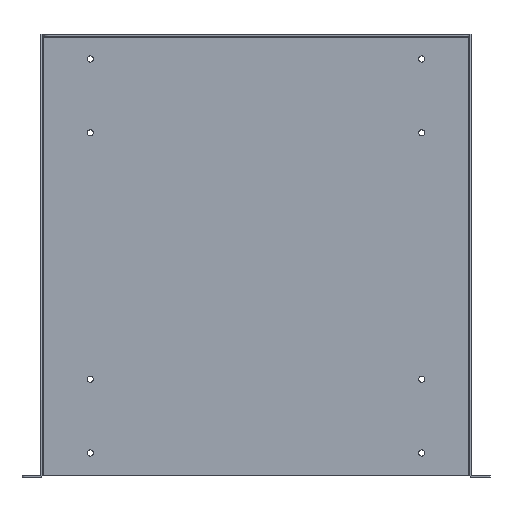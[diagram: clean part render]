
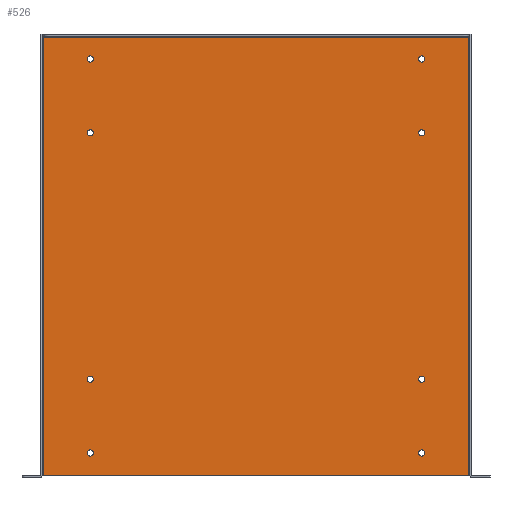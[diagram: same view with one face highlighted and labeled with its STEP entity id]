
A CAD part, top view. The second image highlights one B-rep face of the part: STEP entity #526.
In plain terms, the highlighted planar face has unit normal (0, 0, 1).
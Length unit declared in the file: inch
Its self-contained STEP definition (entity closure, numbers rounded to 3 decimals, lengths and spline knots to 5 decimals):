
#4 = DIRECTION ( 'NONE',  ( 0., 1., 0. ) ) ;
#61 = CARTESIAN_POINT ( 'NONE',  ( -6.609, -8.036, 0.072 ) ) ;
#80 = VERTEX_POINT ( 'NONE', #512 ) ;
#123 = FACE_BOUND ( 'NONE', #2487, .T. ) ;
#162 = VECTOR ( 'NONE', #2677, 39.37008 ) ;
#189 = EDGE_LOOP ( 'NONE', ( #1287 ) ) ;
#221 = ORIENTED_EDGE ( 'NONE', *, *, #2402, .F. ) ;
#228 = CIRCLE ( 'NONE', #1296, 0.125 ) ;
#233 = EDGE_CURVE ( 'NONE', #617, #3116, #435, .T. ) ;
#255 = CARTESIAN_POINT ( 'NONE',  ( 6.859, -8.036, 0.072 ) ) ;
#295 = CARTESIAN_POINT ( 'NONE',  ( 8.64192, 8.856, 0.072 ) ) ;
#324 = ORIENTED_EDGE ( 'NONE', *, *, #1026, .F. ) ;
#424 = LINE ( 'NONE', #632, #1464 ) ;
#435 = LINE ( 'NONE', #2646, #1240 ) ;
#437 = ORIENTED_EDGE ( 'NONE', *, *, #2489, .F. ) ;
#439 = DIRECTION ( 'NONE',  ( -1., 0., 0. ) ) ;
#503 = LINE ( 'NONE', #1950, #2216 ) ;
#510 = EDGE_LOOP ( 'NONE', ( #968 ) ) ;
#512 = CARTESIAN_POINT ( 'NONE',  ( -6.609, -5.036, 0.072 ) ) ;
#526 = ADVANCED_FACE ( 'NONE', ( #825, #590, #2077, #2808, #1558, #1600, #2781, #856, #123 ), #1573, .F. ) ;
#535 = DIRECTION ( 'NONE',  ( 0., 0., 1. ) ) ;
#587 = CIRCLE ( 'NONE', #3092, 0.125 ) ;
#590 = FACE_BOUND ( 'NONE', #2210, .T. ) ;
#617 = VERTEX_POINT ( 'NONE', #2317 ) ;
#632 = CARTESIAN_POINT ( 'NONE',  ( -8.75, -8.964, 0.072 ) ) ;
#635 = EDGE_LOOP ( 'NONE', ( #2260 ) ) ;
#747 = VERTEX_POINT ( 'NONE', #1256 ) ;
#825 = FACE_OUTER_BOUND ( 'NONE', #1531, .T. ) ;
#856 = FACE_BOUND ( 'NONE', #189, .T. ) ;
#866 = CARTESIAN_POINT ( 'NONE',  ( -8.75, 8.964, 0.072 ) ) ;
#887 = ORIENTED_EDGE ( 'NONE', *, *, #233, .F. ) ;
#908 = CARTESIAN_POINT ( 'NONE',  ( -8.75, 8.856, 0.072 ) ) ;
#935 = AXIS2_PLACEMENT_3D ( 'NONE', #866, #1584, #2560 ) ;
#959 = EDGE_LOOP ( 'NONE', ( #1201 ) ) ;
#968 = ORIENTED_EDGE ( 'NONE', *, *, #2250, .F. ) ;
#975 = VERTEX_POINT ( 'NONE', #295 ) ;
#1001 = CARTESIAN_POINT ( 'NONE',  ( 8.642, -8.964, 0.072 ) ) ;
#1005 = CIRCLE ( 'NONE', #2745, 0.125 ) ;
#1022 = ORIENTED_EDGE ( 'NONE', *, *, #1143, .F. ) ;
#1026 = EDGE_CURVE ( 'NONE', #1239, #1239, #587, .T. ) ;
#1032 = EDGE_CURVE ( 'NONE', #1532, #1532, #228, .T. ) ;
#1036 = CARTESIAN_POINT ( 'NONE',  ( 6.859, 4.964, 0.072 ) ) ;
#1043 = CARTESIAN_POINT ( 'NONE',  ( 6.734, -8.036, 0.072 ) ) ;
#1053 = VERTEX_POINT ( 'NONE', #1036 ) ;
#1062 = ORIENTED_EDGE ( 'NONE', *, *, #1726, .T. ) ;
#1088 = AXIS2_PLACEMENT_3D ( 'NONE', #2276, #2799, #2562 ) ;
#1095 = EDGE_CURVE ( 'NONE', #80, #80, #2581, .T. ) ;
#1111 = CARTESIAN_POINT ( 'NONE',  ( -8.642, 8.856, 0.072 ) ) ;
#1133 = AXIS2_PLACEMENT_3D ( 'NONE', #2020, #1510, #1986 ) ;
#1143 = EDGE_CURVE ( 'NONE', #2384, #1423, #2187, .T. ) ;
#1147 = ORIENTED_EDGE ( 'NONE', *, *, #2399, .T. ) ;
#1201 = ORIENTED_EDGE ( 'NONE', *, *, #1685, .F. ) ;
#1239 = VERTEX_POINT ( 'NONE', #2481 ) ;
#1240 = VECTOR ( 'NONE', #1640, 39.37008 ) ;
#1245 = EDGE_CURVE ( 'NONE', #1962, #1962, #2171, .T. ) ;
#1256 = CARTESIAN_POINT ( 'NONE',  ( -6.609, 7.964, 0.072 ) ) ;
#1287 = ORIENTED_EDGE ( 'NONE', *, *, #1032, .F. ) ;
#1288 = VERTEX_POINT ( 'NONE', #2687 ) ;
#1296 = AXIS2_PLACEMENT_3D ( 'NONE', #1043, #535, #2995 ) ;
#1302 = DIRECTION ( 'NONE',  ( 1., 0., 0. ) ) ;
#1422 = CARTESIAN_POINT ( 'NONE',  ( -6.734, 4.964, 0.072 ) ) ;
#1423 = VERTEX_POINT ( 'NONE', #1111 ) ;
#1440 = CIRCLE ( 'NONE', #1133, 0.125 ) ;
#1464 = VECTOR ( 'NONE', #2151, 39.37008 ) ;
#1486 = DIRECTION ( 'NONE',  ( 0., 0., 1. ) ) ;
#1510 = DIRECTION ( 'NONE',  ( 0., 0., 1. ) ) ;
#1518 = EDGE_LOOP ( 'NONE', ( #221 ) ) ;
#1531 = EDGE_LOOP ( 'NONE', ( #1147, #2063, #1062, #1022, #437, #887 ) ) ;
#1532 = VERTEX_POINT ( 'NONE', #255 ) ;
#1552 = AXIS2_PLACEMENT_3D ( 'NONE', #1422, #2406, #2373 ) ;
#1557 = CARTESIAN_POINT ( 'NONE',  ( 6.734, -5.036, 0.072 ) ) ;
#1558 = FACE_BOUND ( 'NONE', #635, .T. ) ;
#1573 = PLANE ( 'NONE',  #935 ) ;
#1574 = EDGE_CURVE ( 'NONE', #2273, #975, #1673, .T. ) ;
#1584 = DIRECTION ( 'NONE',  ( 0., 0., -1. ) ) ;
#1600 = FACE_BOUND ( 'NONE', #510, .T. ) ;
#1640 = DIRECTION ( 'NONE',  ( 0., -1., 0. ) ) ;
#1673 = LINE ( 'NONE', #908, #162 ) ;
#1685 = EDGE_CURVE ( 'NONE', #747, #747, #1440, .T. ) ;
#1700 = AXIS2_PLACEMENT_3D ( 'NONE', #2706, #1486, #2467 ) ;
#1726 = EDGE_CURVE ( 'NONE', #2273, #1423, #503, .T. ) ;
#1739 = CARTESIAN_POINT ( 'NONE',  ( 6.734, 7.964, 0.072 ) ) ;
#1773 = VECTOR ( 'NONE', #439, 39.37008 ) ;
#1941 = ORIENTED_EDGE ( 'NONE', *, *, #1095, .F. ) ;
#1950 = CARTESIAN_POINT ( 'NONE',  ( -8.64192, 8.856, 0.072 ) ) ;
#1962 = VERTEX_POINT ( 'NONE', #1993 ) ;
#1986 = DIRECTION ( 'NONE',  ( 1., 0., 0. ) ) ;
#1993 = CARTESIAN_POINT ( 'NONE',  ( -6.609, 4.964, 0.072 ) ) ;
#2013 = CARTESIAN_POINT ( 'NONE',  ( -8.642, -8.964, 0.072 ) ) ;
#2020 = CARTESIAN_POINT ( 'NONE',  ( -6.734, 7.964, 0.072 ) ) ;
#2029 = CARTESIAN_POINT ( 'NONE',  ( -8.64192, 8.856, 0.072 ) ) ;
#2063 = ORIENTED_EDGE ( 'NONE', *, *, #1574, .F. ) ;
#2077 = FACE_BOUND ( 'NONE', #1518, .T. ) ;
#2118 = DIRECTION ( 'NONE',  ( 1., 0., 0. ) ) ;
#2133 = CARTESIAN_POINT ( 'NONE',  ( 6.734, 4.964, 0.072 ) ) ;
#2151 = DIRECTION ( 'NONE',  ( -1., 0., 0. ) ) ;
#2171 = CIRCLE ( 'NONE', #1552, 0.125 ) ;
#2185 = CIRCLE ( 'NONE', #3003, 0.125 ) ;
#2187 = LINE ( 'NONE', #2200, #2988 ) ;
#2200 = CARTESIAN_POINT ( 'NONE',  ( -8.642, 8.964, 0.072 ) ) ;
#2210 = EDGE_LOOP ( 'NONE', ( #1941 ) ) ;
#2216 = VECTOR ( 'NONE', #2470, 39.37008 ) ;
#2250 = EDGE_CURVE ( 'NONE', #2449, #2449, #2774, .T. ) ;
#2260 = ORIENTED_EDGE ( 'NONE', *, *, #1245, .F. ) ;
#2273 = VERTEX_POINT ( 'NONE', #2029 ) ;
#2276 = CARTESIAN_POINT ( 'NONE',  ( -6.734, -8.036, 0.072 ) ) ;
#2297 = DIRECTION ( 'NONE',  ( 1., 0., 0. ) ) ;
#2317 = CARTESIAN_POINT ( 'NONE',  ( 8.642, 8.856, 0.072 ) ) ;
#2373 = DIRECTION ( 'NONE',  ( 1., 0., 0. ) ) ;
#2384 = VERTEX_POINT ( 'NONE', #2013 ) ;
#2399 = EDGE_CURVE ( 'NONE', #617, #975, #2601, .T. ) ;
#2402 = EDGE_CURVE ( 'NONE', #1053, #1053, #2185, .T. ) ;
#2406 = DIRECTION ( 'NONE',  ( 0., 0., 1. ) ) ;
#2449 = VERTEX_POINT ( 'NONE', #61 ) ;
#2467 = DIRECTION ( 'NONE',  ( 1., 0., 0. ) ) ;
#2470 = DIRECTION ( 'NONE',  ( -1., 0., 0. ) ) ;
#2481 = CARTESIAN_POINT ( 'NONE',  ( 6.859, 7.964, 0.072 ) ) ;
#2487 = EDGE_LOOP ( 'NONE', ( #324 ) ) ;
#2489 = EDGE_CURVE ( 'NONE', #3116, #2384, #424, .T. ) ;
#2547 = ORIENTED_EDGE ( 'NONE', *, *, #2734, .F. ) ;
#2560 = DIRECTION ( 'NONE',  ( -1., 0., 0. ) ) ;
#2562 = DIRECTION ( 'NONE',  ( 1., 0., 0. ) ) ;
#2581 = CIRCLE ( 'NONE', #1700, 0.125 ) ;
#2588 = CARTESIAN_POINT ( 'NONE',  ( -8.64192, 8.856, 0.072 ) ) ;
#2601 = LINE ( 'NONE', #2588, #1773 ) ;
#2646 = CARTESIAN_POINT ( 'NONE',  ( 8.642, 8.964, 0.072 ) ) ;
#2677 = DIRECTION ( 'NONE',  ( 1., 0., 0. ) ) ;
#2687 = CARTESIAN_POINT ( 'NONE',  ( 6.859, -5.036, 0.072 ) ) ;
#2706 = CARTESIAN_POINT ( 'NONE',  ( -6.734, -5.036, 0.072 ) ) ;
#2721 = DIRECTION ( 'NONE',  ( 0., 0., 1. ) ) ;
#2734 = EDGE_CURVE ( 'NONE', #1288, #1288, #1005, .T. ) ;
#2745 = AXIS2_PLACEMENT_3D ( 'NONE', #1557, #2746, #1302 ) ;
#2746 = DIRECTION ( 'NONE',  ( 0., 0., 1. ) ) ;
#2774 = CIRCLE ( 'NONE', #1088, 0.125 ) ;
#2781 = FACE_BOUND ( 'NONE', #959, .T. ) ;
#2799 = DIRECTION ( 'NONE',  ( 0., 0., 1. ) ) ;
#2808 = FACE_BOUND ( 'NONE', #2987, .T. ) ;
#2987 = EDGE_LOOP ( 'NONE', ( #2547 ) ) ;
#2988 = VECTOR ( 'NONE', #4, 39.37008 ) ;
#2995 = DIRECTION ( 'NONE',  ( 1., 0., 0. ) ) ;
#3003 = AXIS2_PLACEMENT_3D ( 'NONE', #2133, #3098, #2118 ) ;
#3092 = AXIS2_PLACEMENT_3D ( 'NONE', #1739, #2721, #2297 ) ;
#3098 = DIRECTION ( 'NONE',  ( 0., 0., 1. ) ) ;
#3116 = VERTEX_POINT ( 'NONE', #1001 ) ;
